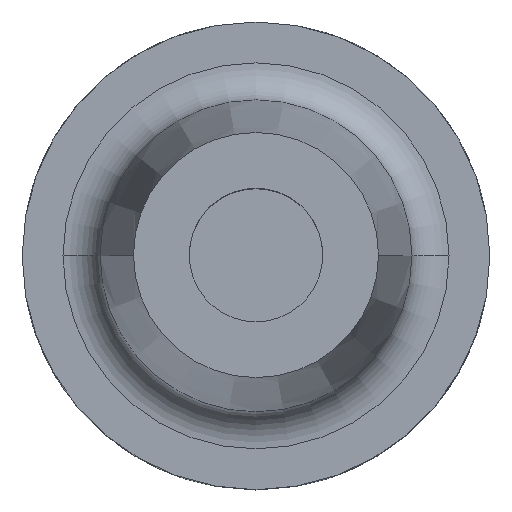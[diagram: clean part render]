
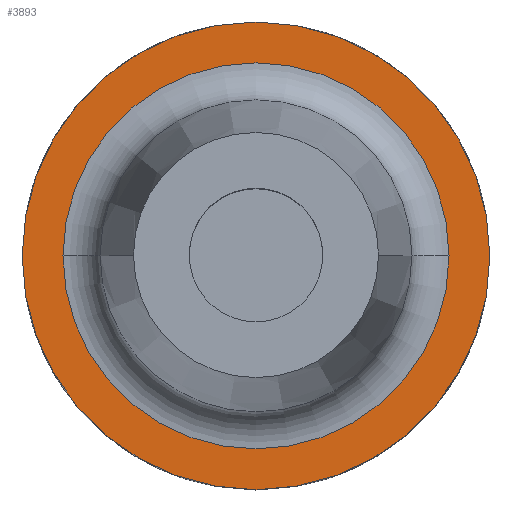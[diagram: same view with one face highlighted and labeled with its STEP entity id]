
A CAD part, top view. The second image highlights one B-rep face of the part: STEP entity #3893.
In plain terms, the highlighted planar face has unit normal (0, 0, 1).
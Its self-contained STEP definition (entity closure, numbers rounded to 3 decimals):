
#19 = AXIS2_PLACEMENT_3D ( 'NONE', #2724, #1624, #4255 ) ;
#79 = PLANE ( 'NONE',  #19 ) ;
#257 = CARTESIAN_POINT ( 'NONE',  ( 0., 0., 22. ) ) ;
#313 = DIRECTION ( 'NONE',  ( 1., 0., 0. ) ) ;
#595 = CIRCLE ( 'NONE', #2718, 31.5 ) ;
#625 = DIRECTION ( 'NONE',  ( 1., 0., 0. ) ) ;
#664 = CARTESIAN_POINT ( 'NONE',  ( 0., 0., 22. ) ) ;
#1072 = DIRECTION ( 'NONE',  ( -1., 0., 0. ) ) ;
#1187 = CIRCLE ( 'NONE', #4755, 31.5 ) ;
#1257 = DIRECTION ( 'NONE',  ( 0., 0., -1. ) ) ;
#1291 = CARTESIAN_POINT ( 'NONE',  ( 26., 0., 22. ) ) ;
#1491 = VERTEX_POINT ( 'NONE', #1932 ) ;
#1496 = ORIENTED_EDGE ( 'NONE', *, *, #4623, .T. ) ;
#1624 = DIRECTION ( 'NONE',  ( 0., 0., -1. ) ) ;
#1932 = CARTESIAN_POINT ( 'NONE',  ( -31.5, 0., 22. ) ) ;
#1944 = VERTEX_POINT ( 'NONE', #2689 ) ;
#1997 = AXIS2_PLACEMENT_3D ( 'NONE', #664, #3329, #1072 ) ;
#2008 = EDGE_CURVE ( 'NONE', #4079, #4764, #3504, .T. ) ;
#2017 = CARTESIAN_POINT ( 'NONE',  ( -26., 0., 22. ) ) ;
#2042 = EDGE_CURVE ( 'NONE', #1944, #1491, #595, .T. ) ;
#2327 = ORIENTED_EDGE ( 'NONE', *, *, #2042, .T. ) ;
#2613 = DIRECTION ( 'NONE',  ( 0., 0., 1. ) ) ;
#2689 = CARTESIAN_POINT ( 'NONE',  ( 31.5, 0., 22. ) ) ;
#2718 = AXIS2_PLACEMENT_3D ( 'NONE', #4882, #2613, #313 ) ;
#2724 = CARTESIAN_POINT ( 'NONE',  ( 0., 0., 22. ) ) ;
#2739 = ORIENTED_EDGE ( 'NONE', *, *, #4745, .T. ) ;
#2899 = ORIENTED_EDGE ( 'NONE', *, *, #2008, .T. ) ;
#2919 = DIRECTION ( 'NONE',  ( 0., 0., 1. ) ) ;
#2968 = AXIS2_PLACEMENT_3D ( 'NONE', #3498, #1257, #3894 ) ;
#3009 = EDGE_LOOP ( 'NONE', ( #2327, #2739 ) ) ;
#3086 = FACE_OUTER_BOUND ( 'NONE', #3009, .T. ) ;
#3329 = DIRECTION ( 'NONE',  ( 0., 0., -1. ) ) ;
#3498 = CARTESIAN_POINT ( 'NONE',  ( 0., 0., 22. ) ) ;
#3504 = CIRCLE ( 'NONE', #1997, 26. ) ;
#3893 = ADVANCED_FACE ( 'NONE', ( #4760, #3086 ), #79, .F. ) ;
#3894 = DIRECTION ( 'NONE',  ( -1., 0., 0. ) ) ;
#3948 = EDGE_LOOP ( 'NONE', ( #1496, #2899 ) ) ;
#4079 = VERTEX_POINT ( 'NONE', #1291 ) ;
#4255 = DIRECTION ( 'NONE',  ( -1., 0., 0. ) ) ;
#4322 = CIRCLE ( 'NONE', #2968, 26. ) ;
#4623 = EDGE_CURVE ( 'NONE', #4764, #4079, #4322, .T. ) ;
#4745 = EDGE_CURVE ( 'NONE', #1491, #1944, #1187, .T. ) ;
#4755 = AXIS2_PLACEMENT_3D ( 'NONE', #257, #2919, #625 ) ;
#4760 = FACE_BOUND ( 'NONE', #3948, .T. ) ;
#4764 = VERTEX_POINT ( 'NONE', #2017 ) ;
#4882 = CARTESIAN_POINT ( 'NONE',  ( 0., 0., 22. ) ) ;
